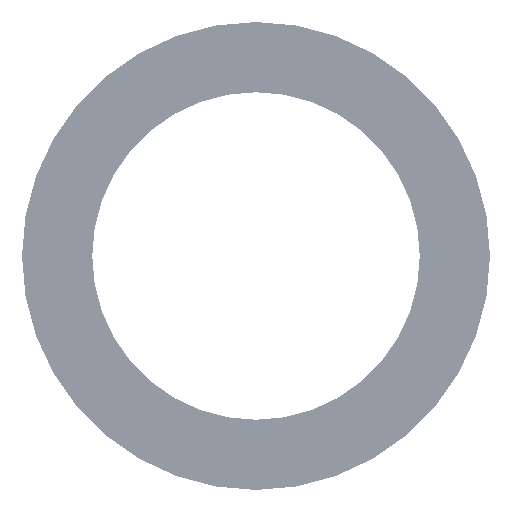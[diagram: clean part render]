
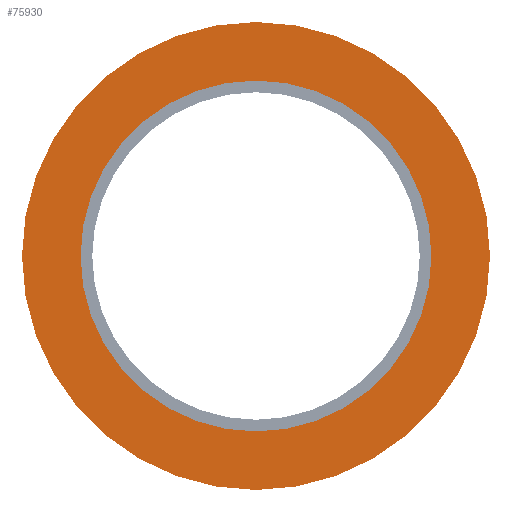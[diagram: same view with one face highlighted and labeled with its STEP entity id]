
A CAD part, left-side view. The second image highlights one B-rep face of the part: STEP entity #75930.
In plain terms, the highlighted planar face has unit normal (-1, 0, 0).
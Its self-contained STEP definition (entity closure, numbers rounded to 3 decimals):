
#2347 = VERTEX_POINT ( 'NONE', #173266 ) ;
#7369 = CARTESIAN_POINT ( 'NONE',  ( 0.8, 0., 0. ) ) ;
#15916 = ORIENTED_EDGE ( 'NONE', *, *, #79251, .F. ) ;
#17148 = VERTEX_POINT ( 'NONE', #133734 ) ;
#20042 = CIRCLE ( 'NONE', #35123, 7.5 ) ;
#23213 = DIRECTION ( 'NONE',  ( 0., 0., 1. ) ) ;
#24474 = AXIS2_PLACEMENT_3D ( 'NONE', #181908, #87580, #197675 ) ;
#24608 = DIRECTION ( 'NONE',  ( -1., 0., 0. ) ) ;
#25005 = DIRECTION ( 'NONE',  ( 1., 0., 0. ) ) ;
#25165 = CARTESIAN_POINT ( 'NONE',  ( 0.8, 0., 7.5 ) ) ;
#25841 = FACE_BOUND ( 'NONE', #145081, .T. ) ;
#32431 = VERTEX_POINT ( 'NONE', #58545 ) ;
#35123 = AXIS2_PLACEMENT_3D ( 'NONE', #7369, #117416, #23213 ) ;
#36660 = ORIENTED_EDGE ( 'NONE', *, *, #143105, .F. ) ;
#37472 = ORIENTED_EDGE ( 'NONE', *, *, #173490, .F. ) ;
#42953 = AXIS2_PLACEMENT_3D ( 'NONE', #119192, #25005, #135034 ) ;
#49582 = ORIENTED_EDGE ( 'NONE', *, *, #182992, .F. ) ;
#58545 = CARTESIAN_POINT ( 'NONE',  ( 0.8, 0., -10. ) ) ;
#75368 = EDGE_LOOP ( 'NONE', ( #36660, #49582 ) ) ;
#75930 = ADVANCED_FACE ( 'NONE', ( #146404, #25841 ), #134362, .F. ) ;
#79251 = EDGE_CURVE ( 'NONE', #147053, #17148, #20042, .T. ) ;
#87269 = CARTESIAN_POINT ( 'NONE',  ( 0.8, 0., 0. ) ) ;
#87580 = DIRECTION ( 'NONE',  ( 1., 0., 0. ) ) ;
#103111 = DIRECTION ( 'NONE',  ( 0., 0., 1. ) ) ;
#117416 = DIRECTION ( 'NONE',  ( -1., 0., 0. ) ) ;
#118796 = CARTESIAN_POINT ( 'NONE',  ( 0.8, 0., 0. ) ) ;
#119192 = CARTESIAN_POINT ( 'NONE',  ( 0.8, 7.5, 0. ) ) ;
#128429 = AXIS2_PLACEMENT_3D ( 'NONE', #118796, #24608, #134623 ) ;
#133734 = CARTESIAN_POINT ( 'NONE',  ( 0.8, 0., -7.5 ) ) ;
#134362 = PLANE ( 'NONE',  #42953 ) ;
#134623 = DIRECTION ( 'NONE',  ( 0., 0., 1. ) ) ;
#135034 = DIRECTION ( 'NONE',  ( 0., 0., -1. ) ) ;
#143105 = EDGE_CURVE ( 'NONE', #2347, #32431, #188294, .T. ) ;
#145081 = EDGE_LOOP ( 'NONE', ( #15916, #37472 ) ) ;
#146404 = FACE_OUTER_BOUND ( 'NONE', #75368, .T. ) ;
#147053 = VERTEX_POINT ( 'NONE', #25165 ) ;
#151899 = CIRCLE ( 'NONE', #156069, 10. ) ;
#156069 = AXIS2_PLACEMENT_3D ( 'NONE', #87269, #197370, #103111 ) ;
#163259 = CIRCLE ( 'NONE', #128429, 7.5 ) ;
#173266 = CARTESIAN_POINT ( 'NONE',  ( 0.8, 0., 10. ) ) ;
#173490 = EDGE_CURVE ( 'NONE', #17148, #147053, #163259, .T. ) ;
#181908 = CARTESIAN_POINT ( 'NONE',  ( 0.8, 0., 0. ) ) ;
#182992 = EDGE_CURVE ( 'NONE', #32431, #2347, #151899, .T. ) ;
#188294 = CIRCLE ( 'NONE', #24474, 10. ) ;
#197370 = DIRECTION ( 'NONE',  ( 1., 0., 0. ) ) ;
#197675 = DIRECTION ( 'NONE',  ( 0., 0., 1. ) ) ;
